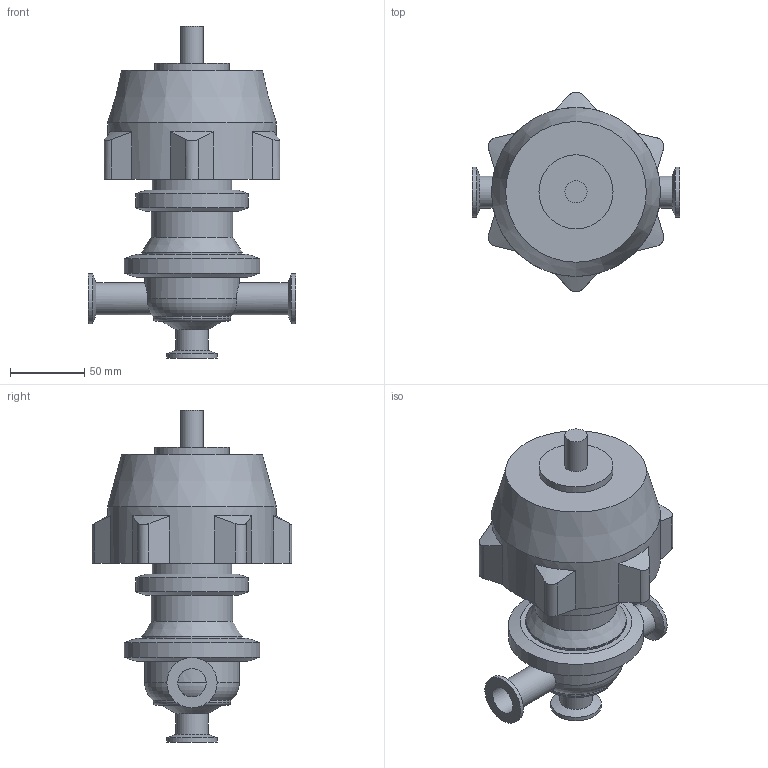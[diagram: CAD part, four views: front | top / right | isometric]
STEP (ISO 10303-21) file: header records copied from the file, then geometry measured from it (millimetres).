
FILE_DESCRIPTION(/* description */ (''),/* implementation_level */ '2;1');
FILE_NAME(/* name */ 'DAC2T_C_04.stp',/* time_stamp */ '2021-08-19T16:47:32+09:00',/* author */ ('Administrator'),/* organization */ (''),/* preprocessor_version */ 'ST-DEVELOPER v18.1',/* originating_system */ 'Autodesk Inventor 2021',/* authorisation */ '');
FILE_SCHEMA (('AUTOMOTIVE_DESIGN { 1 0 10303 214 3 1 1 }'));
Length unit declared in the file: millimetre
Products named in the file (1): DAC2T_C_04
Bounding box: 140 x 135 x 224.2 mm (x, y, z)
Volume: 1095394.7 mm3; surface area: 93100.5 mm2
Topology: 1 solids, 1 shells, 74 faces, 166 edges, 103 vertices
Faces by surface type: cylinder 27, plane 23, cone 12, torus 6, bspline 6
Full cylindrical faces by diameter (mm): 15 x1, 18.4 x1, 19.2 x2, 21.7 x3, 34 x3, 50 x1, 52.4 x1, 54 x1, 55 x1, 64 x1, 68 x1, 76 x1, 91.5 x1, 114 x1
Entity records: 2425 total; most frequent: CARTESIAN_POINT 772, ORIENTED_EDGE 332, DIRECTION 329, EDGE_CURVE 166, AXIS2_PLACEMENT_3D 131, VERTEX_POINT 103, EDGE_LOOP 83, FACE_OUTER_BOUND 74
